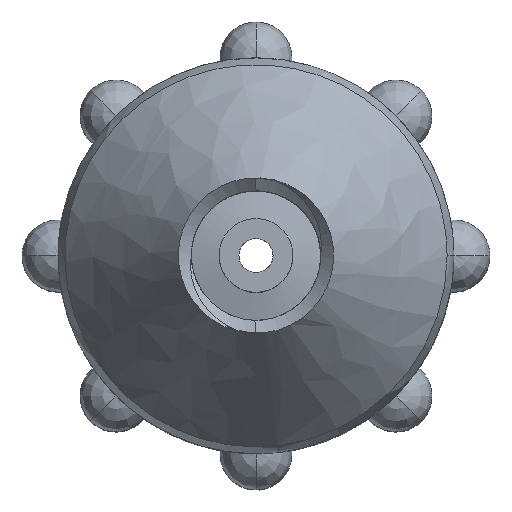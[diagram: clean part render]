
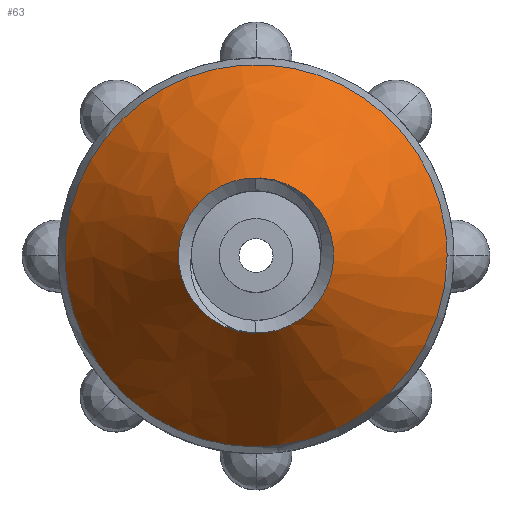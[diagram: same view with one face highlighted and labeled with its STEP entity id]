
A CAD part, top view. The second image highlights one B-rep face of the part: STEP entity #63.
In plain terms, the highlighted free-form (B-spline) face has degree [1, 2] with [2, 9] control points.
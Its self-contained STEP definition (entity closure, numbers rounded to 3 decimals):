
#63=ADVANCED_FACE('',(#164),#1618,.T.);
#164=FACE_OUTER_BOUND('',#267,.T.);
#267=EDGE_LOOP('',(#540,#541,#542,#543,#544));
#540=ORIENTED_EDGE('',*,*,#1099,.F.);
#541=ORIENTED_EDGE('',*,*,#1025,.F.);
#542=ORIENTED_EDGE('',*,*,#1018,.T.);
#543=ORIENTED_EDGE('',*,*,#1025,.T.);
#544=ORIENTED_EDGE('',*,*,#1023,.F.);
#1018=EDGE_CURVE('',#1512,#1512,#1279,.T.);
#1023=EDGE_CURVE('',#1583,#1584,#1212,.T.);
#1025=EDGE_CURVE('',#1512,#1584,#1385,.T.);
#1099=EDGE_CURVE('',#1584,#1583,#1424,.T.);
#1212=TRIMMED_CURVE($,#1283,(#11463),(#11464),.T.,.CARTESIAN.);
#1279=CIRCLE('',#1858,4.318);
#1283=CIRCLE('',#1862,10.62);
#1385=(
BOUNDED_CURVE()
B_SPLINE_CURVE(3,(#11468,#11469,#11470,#11471),.UNSPECIFIED.,.F.,.F.)
B_SPLINE_CURVE_WITH_KNOTS((4,4),(0.,12.452),.UNSPECIFIED.)
CURVE()
GEOMETRIC_REPRESENTATION_ITEM()
RATIONAL_B_SPLINE_CURVE((1.,1.,1.,1.))
REPRESENTATION_ITEM('')
);
#1424=(
BOUNDED_CURVE()
B_SPLINE_CURVE(2,(#11912,#11913,#11914,#11915,#11916,#11917,#11918,#11919,
#11920),.UNSPECIFIED.,.F.,.F.)
B_SPLINE_CURVE_WITH_KNOTS((3,2,2,2,3),(0.,10.858,
21.715,32.573,43.431),.UNSPECIFIED.)
CURVE()
GEOMETRIC_REPRESENTATION_ITEM()
RATIONAL_B_SPLINE_CURVE((1.,0.824,1.,0.824,1.,0.824,
1.,0.824,1.))
REPRESENTATION_ITEM('')
);
#1512=VERTEX_POINT('',#8233);
#1583=VERTEX_POINT('',#8304);
#1584=VERTEX_POINT('',#8305);
#1618=(
BOUNDED_SURFACE()
B_SPLINE_SURFACE(1,2,((#4673,#4674,#4675,#4676,#4677,#4678,#4679,#4680,
#4681),(#4682,#4683,#4684,#4685,#4686,#4687,#4688,#4689,#4690)),
 .UNSPECIFIED.,.F.,.F.,.F.)
B_SPLINE_SURFACE_WITH_KNOTS((2,2),(3,2,2,2,3),(0.,13.204),(-88.,
-66.,-44.,-22.,0.),.UNSPECIFIED.)
GEOMETRIC_REPRESENTATION_ITEM()
RATIONAL_B_SPLINE_SURFACE(((1.,0.707,1.,0.707,1.,
0.707,1.,0.707,1.),(1.,0.707,1.,0.707,
1.,0.707,1.,0.707,1.)))
REPRESENTATION_ITEM('')
SURFACE()
);
#1858=AXIS2_PLACEMENT_3D($,#11448,#2017,#2018);
#1862=AXIS2_PLACEMENT_3D($,#11462,#2025,#2026);
#2017=DIRECTION('',(0.,0.,-1.));
#2018=DIRECTION('',(0.113,-0.994,0.));
#2025=DIRECTION('',(0.,0.,-1.));
#2026=DIRECTION('',(1.,0.,0.));
#4673=CARTESIAN_POINT('',(0.488,-4.29,22.222));
#4674=CARTESIAN_POINT('',(4.779,-3.802,22.222));
#4675=CARTESIAN_POINT('',(4.29,0.488,22.222));
#4676=CARTESIAN_POINT('',(3.802,4.779,22.222));
#4677=CARTESIAN_POINT('',(-0.488,4.29,22.222));
#4678=CARTESIAN_POINT('',(-4.779,3.802,22.222));
#4679=CARTESIAN_POINT('',(-4.29,-0.488,22.222));
#4680=CARTESIAN_POINT('',(-3.802,-4.779,22.222));
#4681=CARTESIAN_POINT('',(0.488,-4.29,22.222));
#4682=CARTESIAN_POINT('',(1.244,-10.929,13.));
#4683=CARTESIAN_POINT('',(12.174,-9.685,13.));
#4684=CARTESIAN_POINT('',(10.929,1.244,13.));
#4685=CARTESIAN_POINT('',(9.685,12.174,13.));
#4686=CARTESIAN_POINT('',(-1.244,10.929,13.));
#4687=CARTESIAN_POINT('',(-12.174,9.685,13.));
#4688=CARTESIAN_POINT('',(-10.929,-1.244,13.));
#4689=CARTESIAN_POINT('',(-9.685,-12.174,13.));
#4690=CARTESIAN_POINT('',(1.244,-10.929,13.));
#8233=CARTESIAN_POINT('',(0.488,-4.29,22.222));
#8304=CARTESIAN_POINT('',(10.62,0.,13.525));
#8305=CARTESIAN_POINT('',(1.201,-10.551,13.525));
#11448=CARTESIAN_POINT('',(0.,0.,22.222));
#11462=CARTESIAN_POINT('',(0.,0.,13.525));
#11463=CARTESIAN_POINT('',(10.62,0.,13.525));
#11464=CARTESIAN_POINT('',(1.201,-10.551,13.525));
#11468=CARTESIAN_POINT('',(0.488,-4.29,22.222));
#11469=CARTESIAN_POINT('',(0.726,-6.377,19.323));
#11470=CARTESIAN_POINT('',(0.964,-8.464,16.424));
#11471=CARTESIAN_POINT('',(1.201,-10.551,13.525));
#11912=CARTESIAN_POINT('',(1.201,-10.551,13.525));
#11913=CARTESIAN_POINT('',(-6.067,-11.379,13.525));
#11914=CARTESIAN_POINT('',(-9.431,-4.882,13.525));
#11915=CARTESIAN_POINT('',(-12.794,1.614,13.525));
#11916=CARTESIAN_POINT('',(-7.922,7.072,13.525));
#11917=CARTESIAN_POINT('',(-3.051,12.529,13.525));
#11918=CARTESIAN_POINT('',(3.784,9.922,13.525));
#11919=CARTESIAN_POINT('',(10.62,7.315,13.525));
#11920=CARTESIAN_POINT('',(10.62,0.,13.525));
